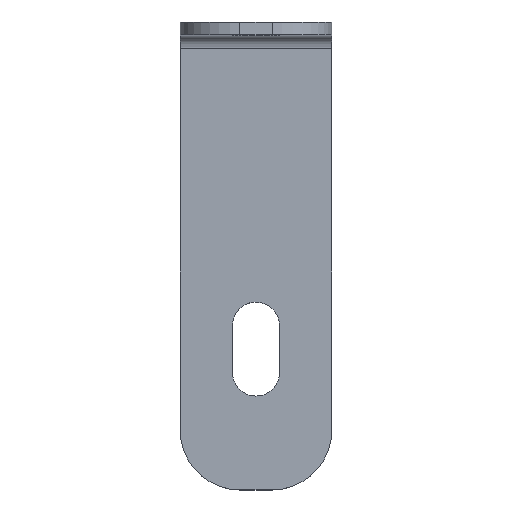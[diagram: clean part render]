
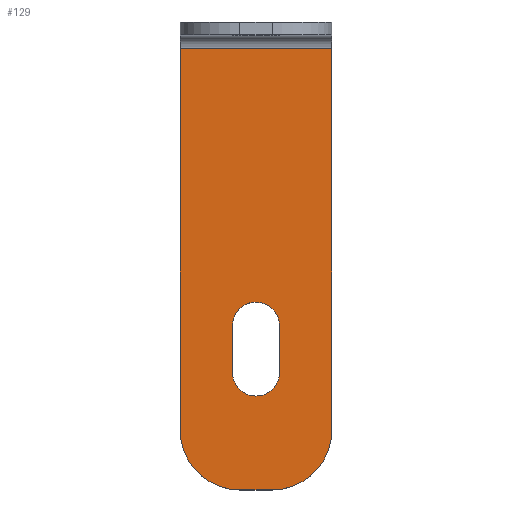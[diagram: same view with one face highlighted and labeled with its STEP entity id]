
A CAD part, top view. The second image highlights one B-rep face of the part: STEP entity #129.
In plain terms, the highlighted planar face has unit normal (0, 0, 1).
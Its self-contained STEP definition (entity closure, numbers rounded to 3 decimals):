
#27=CARTESIAN_POINT('',(6.708,-30.867,1.499));
#28=DIRECTION('',(0.,0.,1.));
#29=DIRECTION('',(1.,0.,0.));
#30=AXIS2_PLACEMENT_3D('',#27,#28,#29);
#31=PLANE('',#30);
#32=CARTESIAN_POINT('',(-2.75,-40.884,1.499));
#33=VERTEX_POINT('',#32);
#34=CARTESIAN_POINT('',(2.75,-40.884,1.499));
#35=VERTEX_POINT('',#34);
#36=CARTESIAN_POINT('',(-0.,-40.884,1.499));
#37=DIRECTION('',(0.,0.,1.));
#38=DIRECTION('',(1.,0.,-0.));
#39=AXIS2_PLACEMENT_3D('',#36,#37,#38);
#40=CIRCLE('',#39,2.75);
#41=EDGE_CURVE('',#33,#35,#40,.T.);
#42=ORIENTED_EDGE('',*,*,#41,.F.);
#43=CARTESIAN_POINT('',(-2.75,-35.397,1.499));
#44=VERTEX_POINT('',#43);
#45=CARTESIAN_POINT('',(-2.75,-35.397,1.499));
#46=DIRECTION('',(0.,-1.,0.));
#47=VECTOR('',#46,5.487);
#48=LINE('',#45,#47);
#49=EDGE_CURVE('',#44,#33,#48,.T.);
#50=ORIENTED_EDGE('',*,*,#49,.F.);
#51=CARTESIAN_POINT('',(-1.144,-32.897,1.499));
#52=VERTEX_POINT('',#51);
#53=CARTESIAN_POINT('',(-0.,-35.397,1.499));
#54=DIRECTION('',(0.,0.,1.));
#55=DIRECTION('',(1.,0.,-0.));
#56=AXIS2_PLACEMENT_3D('',#53,#54,#55);
#57=CIRCLE('',#56,2.75);
#58=EDGE_CURVE('',#52,#44,#57,.T.);
#59=ORIENTED_EDGE('',*,*,#58,.F.);
#60=CARTESIAN_POINT('',(2.75,-35.397,1.499));
#61=VERTEX_POINT('',#60);
#62=CARTESIAN_POINT('',(-0.,-35.397,1.499));
#63=DIRECTION('',(0.,0.,1.));
#64=DIRECTION('',(1.,0.,-0.));
#65=AXIS2_PLACEMENT_3D('',#62,#63,#64);
#66=CIRCLE('',#65,2.75);
#67=EDGE_CURVE('',#61,#52,#66,.T.);
#68=ORIENTED_EDGE('',*,*,#67,.F.);
#69=CARTESIAN_POINT('',(2.75,-40.884,1.499));
#70=DIRECTION('',(0.,1.,0.));
#71=VECTOR('',#70,5.487);
#72=LINE('',#69,#71);
#73=EDGE_CURVE('',#35,#61,#72,.T.);
#74=ORIENTED_EDGE('',*,*,#73,.F.);
#75=EDGE_LOOP('',(#42,#50,#59,#68,#74));
#76=FACE_BOUND('',#75,.T.);
#77=CARTESIAN_POINT('',(-8.879,-3.,1.499));
#78=VERTEX_POINT('',#77);
#79=CARTESIAN_POINT('',(-8.879,-47.621,1.499));
#80=VERTEX_POINT('',#79);
#81=CARTESIAN_POINT('',(-8.879,-3.,1.499));
#82=DIRECTION('',(0.,-1.,0.));
#83=VECTOR('',#82,44.621);
#84=LINE('',#81,#83);
#85=EDGE_CURVE('',#78,#80,#84,.T.);
#86=ORIENTED_EDGE('',*,*,#85,.T.);
#87=CARTESIAN_POINT('',(-1.879,-54.621,1.499));
#88=VERTEX_POINT('',#87);
#89=CARTESIAN_POINT('',(-1.879,-47.621,1.499));
#90=DIRECTION('',(0.,0.,1.));
#91=DIRECTION('',(1.,0.,-0.));
#92=AXIS2_PLACEMENT_3D('',#89,#90,#91);
#93=CIRCLE('',#92,7.);
#94=EDGE_CURVE('',#80,#88,#93,.T.);
#95=ORIENTED_EDGE('',*,*,#94,.T.);
#96=CARTESIAN_POINT('',(1.879,-54.621,1.499));
#97=VERTEX_POINT('',#96);
#98=CARTESIAN_POINT('',(-1.879,-54.621,1.499));
#99=DIRECTION('',(1.,0.,-0.));
#100=VECTOR('',#99,3.757);
#101=LINE('',#98,#100);
#102=EDGE_CURVE('',#88,#97,#101,.T.);
#103=ORIENTED_EDGE('',*,*,#102,.T.);
#104=CARTESIAN_POINT('',(8.879,-47.621,1.499));
#105=VERTEX_POINT('',#104);
#106=CARTESIAN_POINT('',(1.879,-47.621,1.499));
#107=DIRECTION('',(0.,0.,1.));
#108=DIRECTION('',(1.,0.,-0.));
#109=AXIS2_PLACEMENT_3D('',#106,#107,#108);
#110=CIRCLE('',#109,7.);
#111=EDGE_CURVE('',#97,#105,#110,.T.);
#112=ORIENTED_EDGE('',*,*,#111,.T.);
#113=CARTESIAN_POINT('',(8.879,-3.,1.499));
#114=VERTEX_POINT('',#113);
#115=CARTESIAN_POINT('',(8.879,-47.621,1.499));
#116=DIRECTION('',(0.,1.,0.));
#117=VECTOR('',#116,44.621);
#118=LINE('',#115,#117);
#119=EDGE_CURVE('',#105,#114,#118,.T.);
#120=ORIENTED_EDGE('',*,*,#119,.T.);
#121=CARTESIAN_POINT('',(8.879,-3.,1.499));
#122=DIRECTION('',(-1.,-0.,0.));
#123=VECTOR('',#122,17.757);
#124=LINE('',#121,#123);
#125=EDGE_CURVE('',#114,#78,#124,.T.);
#126=ORIENTED_EDGE('',*,*,#125,.T.);
#127=EDGE_LOOP('',(#86,#95,#103,#112,#120,#126));
#128=FACE_BOUND('',#127,.T.);
#129=ADVANCED_FACE('',(#76,#128),#31,.T.);
